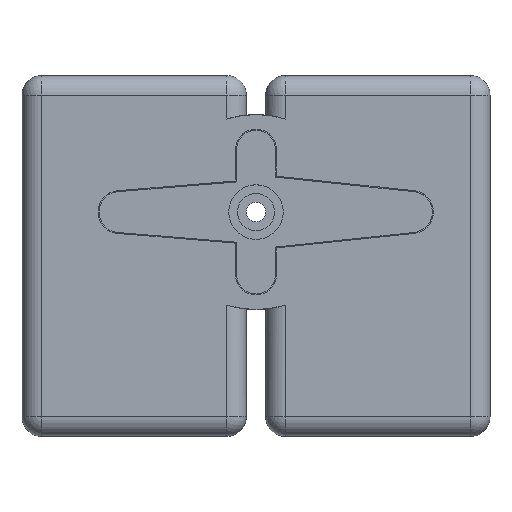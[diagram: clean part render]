
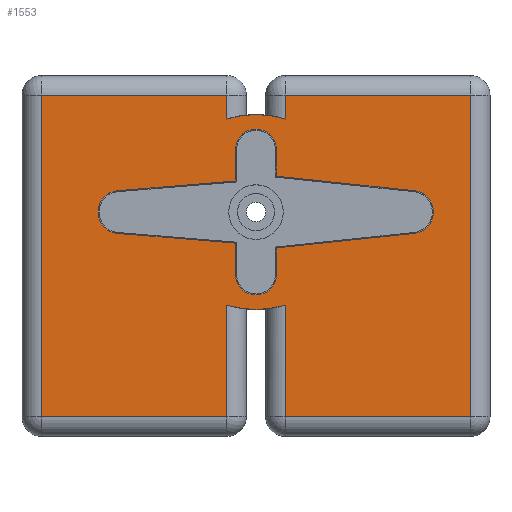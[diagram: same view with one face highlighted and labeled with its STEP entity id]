
A CAD part, top view. The second image highlights one B-rep face of the part: STEP entity #1553.
In plain terms, the highlighted planar face has unit normal (0, 0, 1).
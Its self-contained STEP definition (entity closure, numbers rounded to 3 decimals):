
#94=FACE_BOUND('',#295,.T.);
#120=PLANE('',#1728);
#193=FACE_OUTER_BOUND('',#294,.T.);
#294=EDGE_LOOP('',(#1331,#1332,#1333,#1334,#1335,#1336,#1337,#1338,#1339,
#1340,#1341,#1342));
#295=EDGE_LOOP('',(#1343,#1344,#1345,#1346,#1347,#1348,#1349,#1350,#1351,
#1352,#1353,#1354));
#349=LINE('',#2371,#475);
#353=LINE('',#2379,#479);
#357=LINE('',#2391,#483);
#360=LINE('',#2397,#486);
#364=LINE('',#2409,#490);
#367=LINE('',#2415,#493);
#371=LINE('',#2427,#497);
#374=LINE('',#2433,#500);
#410=LINE('',#2646,#536);
#414=LINE('',#2673,#540);
#420=LINE('',#2704,#546);
#424=LINE('',#2717,#550);
#427=LINE('',#2721,#553);
#430=LINE('',#2730,#556);
#431=LINE('',#2732,#557);
#432=LINE('',#2734,#558);
#433=LINE('',#2736,#559);
#434=LINE('',#2737,#560);
#475=VECTOR('',#1873,10.);
#479=VECTOR('',#1879,10.);
#483=VECTOR('',#1891,10.);
#486=VECTOR('',#1896,10.);
#490=VECTOR('',#1908,10.);
#493=VECTOR('',#1913,10.);
#497=VECTOR('',#1925,10.);
#500=VECTOR('',#1930,10.);
#536=VECTOR('',#2062,10.);
#540=VECTOR('',#2084,10.);
#546=VECTOR('',#2112,10.);
#550=VECTOR('',#2128,10.);
#553=VECTOR('',#2133,10.);
#556=VECTOR('',#2144,10.);
#557=VECTOR('',#2145,10.);
#558=VECTOR('',#2146,10.);
#559=VECTOR('',#2147,10.);
#560=VECTOR('',#2148,10.);
#593=CIRCLE('',#1637,2.1);
#595=CIRCLE('',#1642,2.2);
#597=CIRCLE('',#1647,2.1);
#599=CIRCLE('',#1652,2.2);
#605=CIRCLE('',#1666,10.);
#642=CIRCLE('',#1729,10.);
#696=VERTEX_POINT('',#2369);
#697=VERTEX_POINT('',#2370);
#700=VERTEX_POINT('',#2378);
#702=VERTEX_POINT('',#2384);
#704=VERTEX_POINT('',#2390);
#706=VERTEX_POINT('',#2396);
#708=VERTEX_POINT('',#2402);
#710=VERTEX_POINT('',#2408);
#712=VERTEX_POINT('',#2414);
#714=VERTEX_POINT('',#2420);
#716=VERTEX_POINT('',#2426);
#718=VERTEX_POINT('',#2432);
#738=VERTEX_POINT('',#2517);
#739=VERTEX_POINT('',#2528);
#766=VERTEX_POINT('',#2625);
#769=VERTEX_POINT('',#2635);
#773=VERTEX_POINT('',#2664);
#778=VERTEX_POINT('',#2695);
#781=VERTEX_POINT('',#2708);
#783=VERTEX_POINT('',#2727);
#784=VERTEX_POINT('',#2729);
#785=VERTEX_POINT('',#2731);
#786=VERTEX_POINT('',#2733);
#787=VERTEX_POINT('',#2735);
#846=EDGE_CURVE('',#696,#697,#349,.T.);
#850=EDGE_CURVE('',#700,#696,#353,.T.);
#853=EDGE_CURVE('',#702,#700,#593,.T.);
#856=EDGE_CURVE('',#704,#702,#357,.T.);
#859=EDGE_CURVE('',#706,#704,#360,.T.);
#862=EDGE_CURVE('',#708,#706,#595,.T.);
#865=EDGE_CURVE('',#710,#708,#364,.T.);
#868=EDGE_CURVE('',#712,#710,#367,.T.);
#871=EDGE_CURVE('',#714,#712,#597,.T.);
#874=EDGE_CURVE('',#716,#714,#371,.T.);
#877=EDGE_CURVE('',#718,#716,#374,.T.);
#880=EDGE_CURVE('',#697,#718,#599,.T.);
#907=EDGE_CURVE('',#739,#738,#605,.T.);
#947=EDGE_CURVE('',#769,#766,#410,.T.);
#957=EDGE_CURVE('',#766,#773,#414,.T.);
#969=EDGE_CURVE('',#773,#778,#420,.T.);
#976=EDGE_CURVE('',#778,#781,#424,.T.);
#979=EDGE_CURVE('',#781,#738,#427,.T.);
#982=EDGE_CURVE('',#769,#783,#642,.T.);
#983=EDGE_CURVE('',#784,#783,#430,.T.);
#984=EDGE_CURVE('',#785,#784,#431,.T.);
#985=EDGE_CURVE('',#786,#785,#432,.T.);
#986=EDGE_CURVE('',#787,#786,#433,.T.);
#987=EDGE_CURVE('',#739,#787,#434,.T.);
#1331=ORIENTED_EDGE('',*,*,#907,.T.);
#1332=ORIENTED_EDGE('',*,*,#979,.F.);
#1333=ORIENTED_EDGE('',*,*,#976,.F.);
#1334=ORIENTED_EDGE('',*,*,#969,.F.);
#1335=ORIENTED_EDGE('',*,*,#957,.F.);
#1336=ORIENTED_EDGE('',*,*,#947,.F.);
#1337=ORIENTED_EDGE('',*,*,#982,.T.);
#1338=ORIENTED_EDGE('',*,*,#983,.F.);
#1339=ORIENTED_EDGE('',*,*,#984,.F.);
#1340=ORIENTED_EDGE('',*,*,#985,.F.);
#1341=ORIENTED_EDGE('',*,*,#986,.F.);
#1342=ORIENTED_EDGE('',*,*,#987,.F.);
#1343=ORIENTED_EDGE('',*,*,#846,.T.);
#1344=ORIENTED_EDGE('',*,*,#880,.T.);
#1345=ORIENTED_EDGE('',*,*,#877,.T.);
#1346=ORIENTED_EDGE('',*,*,#874,.T.);
#1347=ORIENTED_EDGE('',*,*,#871,.T.);
#1348=ORIENTED_EDGE('',*,*,#868,.T.);
#1349=ORIENTED_EDGE('',*,*,#865,.T.);
#1350=ORIENTED_EDGE('',*,*,#862,.T.);
#1351=ORIENTED_EDGE('',*,*,#859,.T.);
#1352=ORIENTED_EDGE('',*,*,#856,.T.);
#1353=ORIENTED_EDGE('',*,*,#853,.T.);
#1354=ORIENTED_EDGE('',*,*,#850,.T.);
#1553=ADVANCED_FACE('',(#193,#94),#120,.T.);
#1637=AXIS2_PLACEMENT_3D('',#2385,#1884,#1885);
#1642=AXIS2_PLACEMENT_3D('',#2403,#1901,#1902);
#1647=AXIS2_PLACEMENT_3D('',#2421,#1918,#1919);
#1652=AXIS2_PLACEMENT_3D('',#2438,#1935,#1936);
#1666=AXIS2_PLACEMENT_3D('',#2529,#1980,#1981);
#1728=AXIS2_PLACEMENT_3D('',#2726,#2140,#2141);
#1729=AXIS2_PLACEMENT_3D('',#2728,#2142,#2143);
#1873=DIRECTION('',(-0.997,0.082,0.));
#1879=DIRECTION('',(0.,1.,0.));
#1884=DIRECTION('center_axis',(0.,0.,-1.));
#1885=DIRECTION('ref_axis',(-1.,0.,0.));
#1891=DIRECTION('',(0.,-1.,0.));
#1896=DIRECTION('',(-0.994,-0.105,0.));
#1901=DIRECTION('center_axis',(0.,0.,-1.));
#1902=DIRECTION('ref_axis',(0.105,-0.994,0.));
#1908=DIRECTION('',(0.994,-0.105,0.));
#1913=DIRECTION('',(0.,-1.,0.));
#1918=DIRECTION('center_axis',(0.,0.,-1.));
#1919=DIRECTION('ref_axis',(1.,0.,0.));
#1925=DIRECTION('',(0.,1.,0.));
#1930=DIRECTION('',(0.997,0.082,0.));
#1935=DIRECTION('center_axis',(0.,0.,-1.));
#1936=DIRECTION('ref_axis',(-0.082,0.997,0.));
#1980=DIRECTION('center_axis',(0.,0.,1.));
#1981=DIRECTION('ref_axis',(1.,0.,0.));
#2062=DIRECTION('',(0.,-1.,0.));
#2084=DIRECTION('',(-1.,0.,0.));
#2112=DIRECTION('',(0.,1.,0.));
#2128=DIRECTION('',(1.,0.,0.));
#2133=DIRECTION('',(0.,-1.,0.));
#2140=DIRECTION('center_axis',(0.,0.,1.));
#2141=DIRECTION('ref_axis',(1.,0.,0.));
#2142=DIRECTION('center_axis',(0.,0.,1.));
#2143=DIRECTION('ref_axis',(1.,0.,0.));
#2144=DIRECTION('',(0.,1.,0.));
#2145=DIRECTION('',(-1.,0.,0.));
#2146=DIRECTION('',(0.,-1.,0.));
#2147=DIRECTION('',(1.,0.,0.));
#2148=DIRECTION('',(0.,1.,0.));
#2369=CARTESIAN_POINT('',(-2.1,-3.184,8.2));
#2370=CARTESIAN_POINT('',(-14.18,-2.193,8.2));
#2371=CARTESIAN_POINT('',(-1.003,-3.274,8.2));
#2378=CARTESIAN_POINT('',(-2.1,-6.4,8.2));
#2379=CARTESIAN_POINT('',(-2.1,-5.45,8.2));
#2384=CARTESIAN_POINT('',(2.1,-6.4,8.2));
#2385=CARTESIAN_POINT('Origin',(0.,-6.4,
8.2));
#2390=CARTESIAN_POINT('',(2.1,-3.68,8.2));
#2391=CARTESIAN_POINT('',(2.1,-4.09,8.2));
#2396=CARTESIAN_POINT('',(16.231,-2.188,8.2));
#2397=CARTESIAN_POINT('',(8.084,-3.048,8.2));
#2402=CARTESIAN_POINT('',(16.231,2.188,8.2));
#2403=CARTESIAN_POINT('Origin',(16.,0.,8.2));
#2408=CARTESIAN_POINT('',(2.1,3.68,8.2));
#2409=CARTESIAN_POINT('',(1.489,3.745,8.2));
#2414=CARTESIAN_POINT('',(2.1,6.4,8.2));
#2415=CARTESIAN_POINT('',(2.1,0.95,8.2));
#2420=CARTESIAN_POINT('',(-2.1,6.4,8.2));
#2421=CARTESIAN_POINT('Origin',(0.,6.4,8.2));
#2426=CARTESIAN_POINT('',(-2.1,3.184,8.2));
#2427=CARTESIAN_POINT('',(-2.1,-0.658,8.2));
#2432=CARTESIAN_POINT('',(-14.18,2.193,8.2));
#2433=CARTESIAN_POINT('',(-7.41,2.748,8.2));
#2438=CARTESIAN_POINT('Origin',(-14.,0.,8.2));
#2517=CARTESIAN_POINT('',(-3.,9.539,8.2));
#2528=CARTESIAN_POINT('',(3.,9.539,8.2));
#2529=CARTESIAN_POINT('Origin',(0.,0.,8.2));
#2625=CARTESIAN_POINT('',(-3.,-21.,8.2));
#2635=CARTESIAN_POINT('',(-3.,-9.539,8.2));
#2646=CARTESIAN_POINT('',(-3.,-13.75,8.2));
#2664=CARTESIAN_POINT('',(-22.,-21.,8.2));
#2673=CARTESIAN_POINT('',(-12.,-21.,8.2));
#2695=CARTESIAN_POINT('',(-22.,12.,8.2));
#2704=CARTESIAN_POINT('',(-22.,4.75,8.2));
#2708=CARTESIAN_POINT('',(-3.,12.,8.2));
#2717=CARTESIAN_POINT('',(-0.5,12.,8.2));
#2721=CARTESIAN_POINT('',(-3.,2.725,8.2));
#2726=CARTESIAN_POINT('Origin',(0.,-4.5,8.2));
#2727=CARTESIAN_POINT('',(3.,-9.539,8.2));
#2728=CARTESIAN_POINT('Origin',(0.,0.,8.2));
#2729=CARTESIAN_POINT('',(3.,-21.,8.2));
#2730=CARTESIAN_POINT('',(3.,-7.225,8.2));
#2731=CARTESIAN_POINT('',(22.,-21.,8.2));
#2732=CARTESIAN_POINT('',(0.5,-21.,8.2));
#2733=CARTESIAN_POINT('',(22.,12.,8.2));
#2734=CARTESIAN_POINT('',(22.,-13.75,8.2));
#2735=CARTESIAN_POINT('',(3.,12.,8.2));
#2736=CARTESIAN_POINT('',(12.,12.,8.2));
#2737=CARTESIAN_POINT('',(3.,4.75,8.2));
